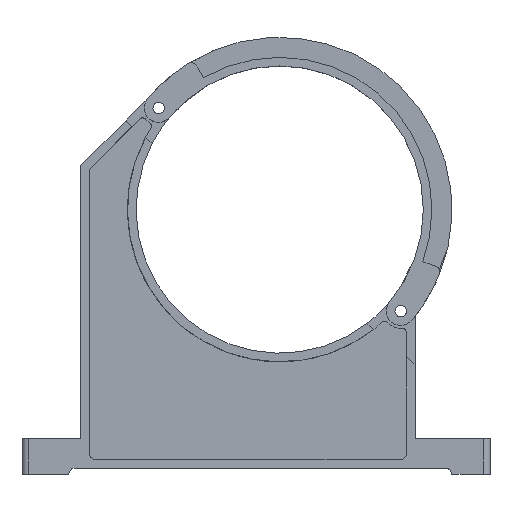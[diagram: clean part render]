
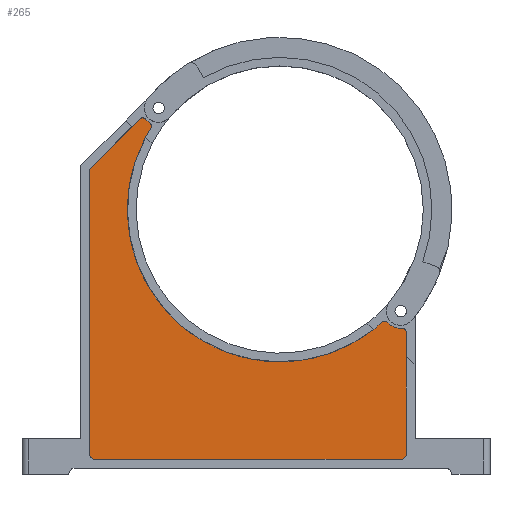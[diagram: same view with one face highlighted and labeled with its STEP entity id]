
A CAD part, top view. The second image highlights one B-rep face of the part: STEP entity #265.
In plain terms, the highlighted planar face has unit normal (0, 0, 1).
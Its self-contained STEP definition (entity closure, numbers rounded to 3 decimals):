
#265 = ADVANCED_FACE( '', ( #556 ), #557, .T. );
#556 = FACE_OUTER_BOUND( '', #872, .T. );
#557 = PLANE( '', #873 );
#872 = EDGE_LOOP( '', ( #1676, #1677, #1678, #1679, #1680, #1681, #1682, #1683, #1684, #1685, #1686, #1687, #1688, #1689 ) );
#873 = AXIS2_PLACEMENT_3D( '', #1690, #1691, #1692 );
#1676 = ORIENTED_EDGE( '', *, *, #2276, .T. );
#1677 = ORIENTED_EDGE( '', *, *, #2277, .T. );
#1678 = ORIENTED_EDGE( '', *, *, #2034, .T. );
#1679 = ORIENTED_EDGE( '', *, *, #2278, .T. );
#1680 = ORIENTED_EDGE( '', *, *, #2233, .T. );
#1681 = ORIENTED_EDGE( '', *, *, #2248, .T. );
#1682 = ORIENTED_EDGE( '', *, *, #2058, .T. );
#1683 = ORIENTED_EDGE( '', *, *, #1981, .F. );
#1684 = ORIENTED_EDGE( '', *, *, #2273, .T. );
#1685 = ORIENTED_EDGE( '', *, *, #2279, .F. );
#1686 = ORIENTED_EDGE( '', *, *, #2280, .T. );
#1687 = ORIENTED_EDGE( '', *, *, #2281, .F. );
#1688 = ORIENTED_EDGE( '', *, *, #2282, .T. );
#1689 = ORIENTED_EDGE( '', *, *, #2144, .T. );
#1690 = CARTESIAN_POINT( '', ( -102.625, 20.928, 3.5 ) );
#1691 = DIRECTION( '', ( 0., 0., 1. ) );
#1692 = DIRECTION( '', ( 1., 0., 0. ) );
#1981 = EDGE_CURVE( '', #2402, #2404, #2405, .T. );
#2034 = EDGE_CURVE( '', #2499, #2497, #2500, .T. );
#2058 = EDGE_CURVE( '', #2539, #2404, #2540, .T. );
#2144 = EDGE_CURVE( '', #2674, #2672, #2675, .T. );
#2233 = EDGE_CURVE( '', #2795, #2793, #2796, .T. );
#2248 = EDGE_CURVE( '', #2793, #2539, #2815, .T. );
#2273 = EDGE_CURVE( '', #2402, #2841, #2843, .T. );
#2276 = EDGE_CURVE( '', #2672, #2846, #2847, .T. );
#2277 = EDGE_CURVE( '', #2846, #2499, #2848, .T. );
#2278 = EDGE_CURVE( '', #2497, #2795, #2849, .T. );
#2279 = EDGE_CURVE( '', #2850, #2841, #2851, .T. );
#2280 = EDGE_CURVE( '', #2850, #2852, #2853, .T. );
#2281 = EDGE_CURVE( '', #2854, #2852, #2855, .T. );
#2282 = EDGE_CURVE( '', #2854, #2674, #2856, .T. );
#2402 = VERTEX_POINT( '', #2997 );
#2404 = VERTEX_POINT( '', #3000 );
#2405 = CIRCLE( '', #3001, 9.6 );
#2497 = VERTEX_POINT( '', #3122 );
#2499 = VERTEX_POINT( '', #3125 );
#2500 = CIRCLE( '', #3126, 3.5 );
#2539 = VERTEX_POINT( '', #3178 );
#2540 = CIRCLE( '', #3179, 2.333 );
#2672 = VERTEX_POINT( '', #3352 );
#2674 = VERTEX_POINT( '', #3355 );
#2675 = LINE( '', #3356, #3357 );
#2793 = VERTEX_POINT( '', #3513 );
#2795 = VERTEX_POINT( '', #3516 );
#2796 = CIRCLE( '', #3517, 3.5 );
#2815 = LINE( '', #3542, #3543 );
#2841 = VERTEX_POINT( '', #3578 );
#2843 = CIRCLE( '', #3581, 2.333 );
#2846 = VERTEX_POINT( '', #3584 );
#2847 = CIRCLE( '', #3585, 3.5 );
#2848 = LINE( '', #3586, #3587 );
#2849 = LINE( '', #3588, #3589 );
#2850 = VERTEX_POINT( '', #3590 );
#2851 = CIRCLE( '', #3591, 84.8 );
#2852 = VERTEX_POINT( '', #3592 );
#2853 = CIRCLE( '', #3593, 2.333 );
#2854 = VERTEX_POINT( '', #3594 );
#2855 = CIRCLE( '', #3595, 9.6 );
#2856 = CIRCLE( '', #3596, 2.333 );
#2997 = CARTESIAN_POINT( '', ( 60.272, -62.982, 3.5 ) );
#3000 = CARTESIAN_POINT( '', ( 68.109, -66.14, 3.5 ) );
#3001 = AXIS2_PLACEMENT_3D( '', #3724, #3725, #3726 );
#3122 = CARTESIAN_POINT( '', ( -102.625, -139.2, 3.5 ) );
#3125 = CARTESIAN_POINT( '', ( -106.125, -135.7, 3.5 ) );
#3126 = AXIS2_PLACEMENT_3D( '', #3802, #3803, #3804 );
#3178 = CARTESIAN_POINT( '', ( 70.612, -68.467, 3.5 ) );
#3179 = AXIS2_PLACEMENT_3D( '', #3833, #3834, #3835 );
#3352 = CARTESIAN_POINT( '', ( -105.1, 23.403, 3.5 ) );
#3355 = CARTESIAN_POINT( '', ( -78.091, 50.412, 3.5 ) );
#3356 = CARTESIAN_POINT( '', ( -78.091, 50.412, 3.5 ) );
#3357 = VECTOR( '', #3968, 1000. );
#3513 = CARTESIAN_POINT( '', ( 70.612, -135.7, 3.5 ) );
#3516 = CARTESIAN_POINT( '', ( 67.112, -139.2, 3.5 ) );
#3517 = AXIS2_PLACEMENT_3D( '', #4083, #4084, #4085 );
#3542 = CARTESIAN_POINT( '', ( 70.612, -135.7, 3.5 ) );
#3543 = VECTOR( '', #4101, 1000. );
#3578 = CARTESIAN_POINT( '', ( 56.969, -62.814, 3.5 ) );
#3581 = AXIS2_PLACEMENT_3D( '', #4130, #4131, #4132 );
#3584 = CARTESIAN_POINT( '', ( -106.125, 20.928, 3.5 ) );
#3585 = AXIS2_PLACEMENT_3D( '', #4133, #4134, #4135 );
#3586 = CARTESIAN_POINT( '', ( -106.125, 20.928, 3.5 ) );
#3587 = VECTOR( '', #4136, 1000. );
#3588 = CARTESIAN_POINT( '', ( -102.625, -139.2, 3.5 ) );
#3589 = VECTOR( '', #4137, 1000. );
#3590 = CARTESIAN_POINT( '', ( -71.752, 45.196, 3.5 ) );
#3591 = AXIS2_PLACEMENT_3D( '', #4138, #4139, #4140 );
#3592 = CARTESIAN_POINT( '', ( -72.492, 48.419, 3.5 ) );
#3593 = AXIS2_PLACEMENT_3D( '', #4141, #4142, #4143 );
#3594 = CARTESIAN_POINT( '', ( -74.675, 50.288, 3.5 ) );
#3595 = AXIS2_PLACEMENT_3D( '', #4144, #4145, #4146 );
#3596 = AXIS2_PLACEMENT_3D( '', #4147, #4148, #4149 );
#3724 = CARTESIAN_POINT( '', ( 67.412, -56.565, 3.5 ) );
#3725 = DIRECTION( '', ( 0., 0., 1. ) );
#3726 = DIRECTION( '', ( 1., 0., 0. ) );
#3802 = CARTESIAN_POINT( '', ( -102.625, -135.7, 3.5 ) );
#3803 = DIRECTION( '', ( 0., 0., 1. ) );
#3804 = DIRECTION( '', ( 1., 0., 0. ) );
#3833 = CARTESIAN_POINT( '', ( 68.279, -68.467, 3.5 ) );
#3834 = DIRECTION( '', ( 0., 0., 1. ) );
#3835 = DIRECTION( '', ( 1., 0., 0. ) );
#3968 = DIRECTION( '', ( -0.707, -0.707, 0. ) );
#4083 = CARTESIAN_POINT( '', ( 67.112, -135.7, 3.5 ) );
#4084 = DIRECTION( '', ( 0., 0., 1. ) );
#4085 = DIRECTION( '', ( 1., 0., 0. ) );
#4101 = DIRECTION( '', ( 0., 1., 0. ) );
#4130 = CARTESIAN_POINT( '', ( 58.536, -64.542, 3.5 ) );
#4131 = DIRECTION( '', ( 0., 0., 1. ) );
#4132 = DIRECTION( '', ( 1., 0., 0. ) );
#4133 = CARTESIAN_POINT( '', ( -102.625, 20.928, 3.5 ) );
#4134 = DIRECTION( '', ( 0., 0., 1. ) );
#4135 = DIRECTION( '', ( 1., 0., 0. ) );
#4136 = DIRECTION( '', ( 0., -1., 0. ) );
#4137 = DIRECTION( '', ( 1., 0., 0. ) );
#4138 = CARTESIAN_POINT( '', ( 0., 0., 3.5 ) );
#4139 = DIRECTION( '', ( 0., 0., 1. ) );
#4140 = DIRECTION( '', ( 1., 0., 0. ) );
#4141 = CARTESIAN_POINT( '', ( -73.726, 46.44, 3.5 ) );
#4142 = DIRECTION( '', ( 0., 0., 1. ) );
#4143 = DIRECTION( '', ( 1., 0., 0. ) );
#4144 = CARTESIAN_POINT( '', ( -67.412, 56.565, 3.5 ) );
#4145 = DIRECTION( '', ( 0., 0., 1. ) );
#4146 = DIRECTION( '', ( 1., 0., 0. ) );
#4147 = CARTESIAN_POINT( '', ( -76.441, 48.762, 3.5 ) );
#4148 = DIRECTION( '', ( 0., 0., 1. ) );
#4149 = DIRECTION( '', ( 1., 0., 0. ) );
